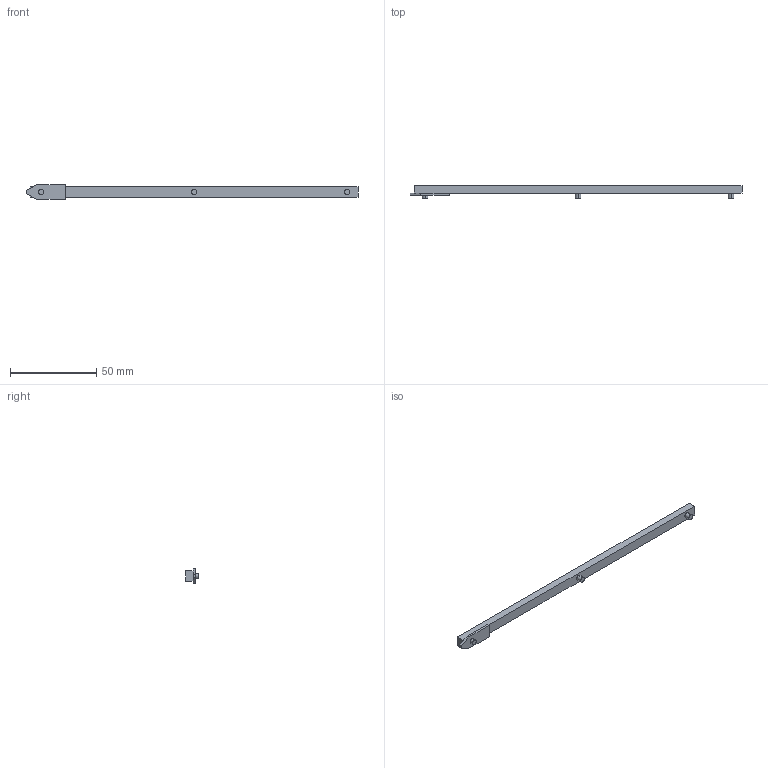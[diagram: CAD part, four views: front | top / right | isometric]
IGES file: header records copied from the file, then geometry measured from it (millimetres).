
Start section: SolidWorks IGES file using analytic representation for surfaces
Global section: file name: N-750-3-CI.IGS; native system: SolidWorks 2012; preprocessor: SolidWorks 2012; author: sraja; date: 120808.141143; units: inch
Bounding box: 192.97 x 7.54 x 8.22 mm (x, y, z)
Surface area: 4332.8 mm2 (no closed solid volume)
Topology: 0 solids, 0 shells, 27 faces, 300 edges, 300 vertices
Faces by surface type: bspline 21, revolution 6
